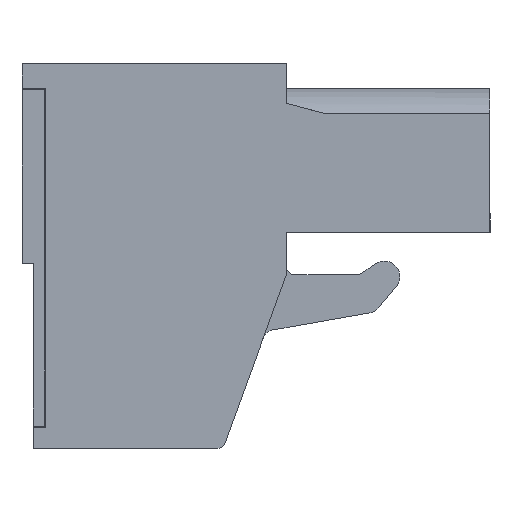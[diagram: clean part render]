
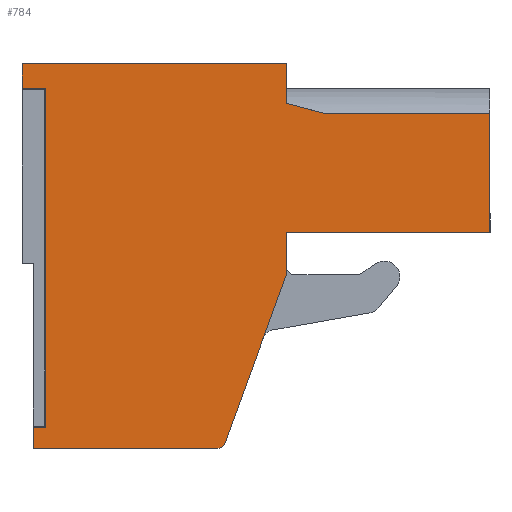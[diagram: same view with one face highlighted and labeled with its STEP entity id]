
A CAD part, front view. The second image highlights one B-rep face of the part: STEP entity #784.
In plain terms, the highlighted planar face has unit normal (0, -1, 0).
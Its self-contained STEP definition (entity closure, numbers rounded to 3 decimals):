
#784 = ADVANCED_FACE( '', ( #1883 ), #1884, .F. );
#1883 = FACE_OUTER_BOUND( '', #3308, .T. );
#1884 = PLANE( '', #3309 );
#3308 = EDGE_LOOP( '', ( #5582, #5583, #5584, #5585, #5586, #5587, #5588, #5589, #5590, #5591, #5592, #5593, #5594, #5595, #5596 ) );
#3309 = AXIS2_PLACEMENT_3D( '', #5597, #5598, #5599 );
#5582 = ORIENTED_EDGE( '', *, *, #8708, .F. );
#5583 = ORIENTED_EDGE( '', *, *, #8709, .T. );
#5584 = ORIENTED_EDGE( '', *, *, #8710, .F. );
#5585 = ORIENTED_EDGE( '', *, *, #8711, .F. );
#5586 = ORIENTED_EDGE( '', *, *, #8688, .F. );
#5587 = ORIENTED_EDGE( '', *, *, #8712, .T. );
#5588 = ORIENTED_EDGE( '', *, *, #8425, .F. );
#5589 = ORIENTED_EDGE( '', *, *, #8713, .F. );
#5590 = ORIENTED_EDGE( '', *, *, #8613, .T. );
#5591 = ORIENTED_EDGE( '', *, *, #8120, .F. );
#5592 = ORIENTED_EDGE( '', *, *, #8225, .T. );
#5593 = ORIENTED_EDGE( '', *, *, #8443, .F. );
#5594 = ORIENTED_EDGE( '', *, *, #8714, .F. );
#5595 = ORIENTED_EDGE( '', *, *, #8524, .F. );
#5596 = ORIENTED_EDGE( '', *, *, #8715, .F. );
#5597 = CARTESIAN_POINT( '', ( 17.3, -9.6, -0.7 ) );
#5598 = DIRECTION( '', ( 0., 1., 0. ) );
#5599 = DIRECTION( '', ( 1., 0., 0. ) );
#8120 = EDGE_CURVE( '', #9709, #9711, #9712, .T. );
#8225 = EDGE_CURVE( '', #9709, #9906, #9907, .T. );
#8425 = EDGE_CURVE( '', #10234, #10236, #10237, .T. );
#8443 = EDGE_CURVE( '', #10266, #9906, #10268, .T. );
#8524 = EDGE_CURVE( '', #10398, #10400, #10401, .T. );
#8613 = EDGE_CURVE( '', #10528, #9711, #10529, .T. );
#8688 = EDGE_CURVE( '', #10637, #10639, #10640, .T. );
#8708 = EDGE_CURVE( '', #10674, #10675, #10676, .T. );
#8709 = EDGE_CURVE( '', #10674, #10677, #10678, .T. );
#8710 = EDGE_CURVE( '', #10679, #10677, #10680, .T. );
#8711 = EDGE_CURVE( '', #10639, #10679, #10681, .T. );
#8712 = EDGE_CURVE( '', #10637, #10236, #10682, .F. );
#8713 = EDGE_CURVE( '', #10528, #10234, #10683, .T. );
#8714 = EDGE_CURVE( '', #10400, #10266, #10684, .T. );
#8715 = EDGE_CURVE( '', #10675, #10398, #10685, .T. );
#9709 = VERTEX_POINT( '', #11960 );
#9711 = VERTEX_POINT( '', #11963 );
#9712 = LINE( '', #11964, #11965 );
#9906 = VERTEX_POINT( '', #12230 );
#9907 = LINE( '', #12231, #12232 );
#10234 = VERTEX_POINT( '', #12684 );
#10236 = VERTEX_POINT( '', #12687 );
#10237 = LINE( '', #12688, #12689 );
#10266 = VERTEX_POINT( '', #12731 );
#10268 = LINE( '', #12734, #12735 );
#10398 = VERTEX_POINT( '', #12911 );
#10400 = VERTEX_POINT( '', #12914 );
#10401 = LINE( '', #12915, #12916 );
#10528 = VERTEX_POINT( '', #13086 );
#10529 = LINE( '', #13087, #13088 );
#10637 = VERTEX_POINT( '', #13247 );
#10639 = VERTEX_POINT( '', #13250 );
#10640 = LINE( '', #13251, #13252 );
#10674 = VERTEX_POINT( '', #13289 );
#10675 = VERTEX_POINT( '', #13290 );
#10676 = LINE( '', #13291, #13292 );
#10677 = VERTEX_POINT( '', #13293 );
#10678 = LINE( '', #13294, #13295 );
#10679 = VERTEX_POINT( '', #13296 );
#10680 = LINE( '', #13297, #13298 );
#10681 = LINE( '', #13299, #13300 );
#10682 = CIRCLE( '', #13301, 0.3 );
#10683 = LINE( '', #13302, #13303 );
#10684 = LINE( '', #13304, #13305 );
#10685 = LINE( '', #13306, #13307 );
#11960 = CARTESIAN_POINT( '', ( 17.3, -9.6, 4.1 ) );
#11963 = CARTESIAN_POINT( '', ( 17.3, -9.6, -0.7 ) );
#11964 = CARTESIAN_POINT( '', ( 17.3, -9.6, 3.2 ) );
#11965 = VECTOR( '', #14702, 1000. );
#12230 = CARTESIAN_POINT( '', ( 10.593, -9.6, 4.1 ) );
#12231 = CARTESIAN_POINT( '', ( 10.593, -9.6, 4.1 ) );
#12232 = VECTOR( '', #14855, 1000. );
#12684 = CARTESIAN_POINT( '', ( 9.1, -9.6, -2.4 ) );
#12687 = CARTESIAN_POINT( '', ( 6.624, -9.6, -9.203 ) );
#12688 = CARTESIAN_POINT( '', ( 6.734, -9.6, -8.9 ) );
#12689 = VECTOR( '', #15063, 1000. );
#12731 = CARTESIAN_POINT( '', ( 9.1, -9.6, 4.5 ) );
#12734 = CARTESIAN_POINT( '', ( 10.593, -9.6, 4.1 ) );
#12735 = VECTOR( '', #15078, 1000. );
#12911 = CARTESIAN_POINT( '', ( -1.55, -9.6, 6.1 ) );
#12914 = CARTESIAN_POINT( '', ( 9.1, -9.6, 6.1 ) );
#12915 = CARTESIAN_POINT( '', ( 9.1, -9.6, 6.1 ) );
#12916 = VECTOR( '', #15165, 1000. );
#13086 = CARTESIAN_POINT( '', ( 9.1, -9.6, -0.7 ) );
#13087 = CARTESIAN_POINT( '', ( 17.4, -9.6, -0.7 ) );
#13088 = VECTOR( '', #15254, 1000. );
#13247 = CARTESIAN_POINT( '', ( 6.342, -9.6, -9.4 ) );
#13250 = CARTESIAN_POINT( '', ( -1.1, -9.6, -9.4 ) );
#13251 = CARTESIAN_POINT( '', ( -1.25, -9.6, -9.4 ) );
#13252 = VECTOR( '', #15316, 1000. );
#13289 = CARTESIAN_POINT( '', ( -0.6, -9.6, 5.1 ) );
#13290 = CARTESIAN_POINT( '', ( -1.55, -9.6, 5.1 ) );
#13291 = CARTESIAN_POINT( '', ( -1.75, -9.6, 5.1 ) );
#13292 = VECTOR( '', #15362, 1000. );
#13293 = CARTESIAN_POINT( '', ( -0.6, -9.6, -8.55 ) );
#13294 = CARTESIAN_POINT( '', ( -0.6, -9.6, -8.09 ) );
#13295 = VECTOR( '', #15363, 1000. );
#13296 = CARTESIAN_POINT( '', ( -1.1, -9.6, -8.55 ) );
#13297 = CARTESIAN_POINT( '', ( -0.55, -9.6, -8.55 ) );
#13298 = VECTOR( '', #15364, 1000. );
#13299 = CARTESIAN_POINT( '', ( -1.1, -9.6, -8.24 ) );
#13300 = VECTOR( '', #15365, 1000. );
#13301 = AXIS2_PLACEMENT_3D( '', #15366, #15367, #15368 );
#13302 = CARTESIAN_POINT( '', ( 9.1, -9.6, 4.5 ) );
#13303 = VECTOR( '', #15369, 1000. );
#13304 = CARTESIAN_POINT( '', ( 9.1, -9.6, 4.5 ) );
#13305 = VECTOR( '', #15370, 1000. );
#13306 = CARTESIAN_POINT( '', ( -1.55, -9.6, 6.1 ) );
#13307 = VECTOR( '', #15371, 1000. );
#14702 = DIRECTION( '', ( 0., 0., -1. ) );
#14855 = DIRECTION( '', ( -1., 0., 0. ) );
#15063 = DIRECTION( '', ( -0.342, 0., -0.94 ) );
#15078 = DIRECTION( '', ( 0.966, 0., -0.259 ) );
#15165 = DIRECTION( '', ( 1., 0., 0. ) );
#15254 = DIRECTION( '', ( 1., 0., 0. ) );
#15316 = DIRECTION( '', ( -1., 0., 0. ) );
#15362 = DIRECTION( '', ( -1., 0., 0. ) );
#15363 = DIRECTION( '', ( 0., 0., -1. ) );
#15364 = DIRECTION( '', ( 1., 0., 0. ) );
#15365 = DIRECTION( '', ( 0., 0., 1. ) );
#15366 = CARTESIAN_POINT( '', ( 6.342, -9.6, -9.1 ) );
#15367 = DIRECTION( '', ( 0., 1., 0. ) );
#15368 = DIRECTION( '', ( 1., 0., 0. ) );
#15369 = DIRECTION( '', ( 0., 0., -1. ) );
#15370 = DIRECTION( '', ( 0., 0., -1. ) );
#15371 = DIRECTION( '', ( 0., 0., 1. ) );
